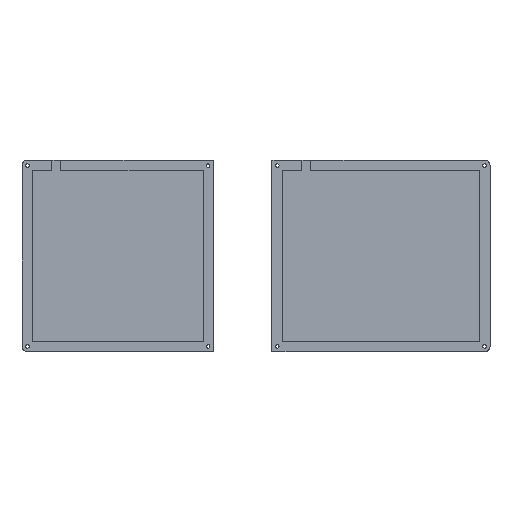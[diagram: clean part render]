
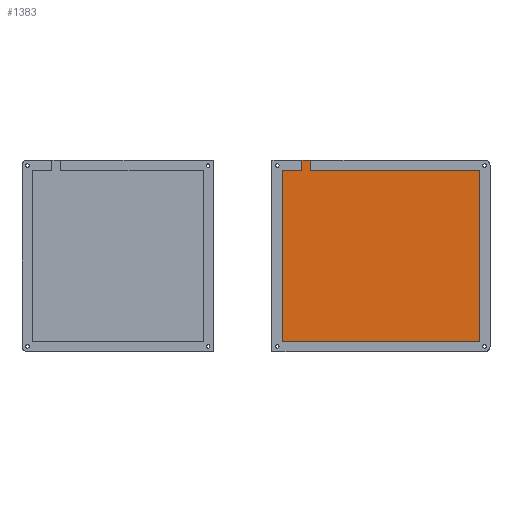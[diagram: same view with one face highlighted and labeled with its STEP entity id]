
A CAD part, top view. The second image highlights one B-rep face of the part: STEP entity #1383.
In plain terms, the highlighted planar face has unit normal (0, 0, 1).
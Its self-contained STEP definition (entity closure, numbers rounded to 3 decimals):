
#76=PLANE('',#1520);
#141=FACE_OUTER_BOUND('',#245,.T.);
#245=EDGE_LOOP('',(#1058,#1059,#1060,#1061,#1062,#1063,#1064,#1065));
#357=LINE('',#2098,#467);
#385=LINE('',#2217,#495);
#388=LINE('',#2222,#498);
#390=LINE('',#2226,#500);
#391=LINE('',#2229,#501);
#393=LINE('',#2234,#503);
#394=LINE('',#2235,#504);
#395=LINE('',#2236,#505);
#467=VECTOR('',#1646,10.);
#495=VECTOR('',#1776,10.);
#498=VECTOR('',#1781,10.);
#500=VECTOR('',#1785,10.);
#501=VECTOR('',#1788,10.);
#503=VECTOR('',#1792,10.);
#504=VECTOR('',#1793,10.);
#505=VECTOR('',#1794,10.);
#642=VERTEX_POINT('',#2095);
#643=VERTEX_POINT('',#2097);
#683=VERTEX_POINT('',#2216);
#684=VERTEX_POINT('',#2220);
#685=VERTEX_POINT('',#2224);
#686=VERTEX_POINT('',#2228);
#687=VERTEX_POINT('',#2232);
#688=VERTEX_POINT('',#2233);
#767=EDGE_CURVE('',#642,#643,#357,.T.);
#823=EDGE_CURVE('',#643,#683,#385,.T.);
#826=EDGE_CURVE('',#684,#642,#388,.T.);
#828=EDGE_CURVE('',#685,#684,#390,.T.);
#829=EDGE_CURVE('',#683,#686,#391,.T.);
#831=EDGE_CURVE('',#687,#688,#393,.T.);
#832=EDGE_CURVE('',#686,#687,#394,.T.);
#833=EDGE_CURVE('',#688,#685,#395,.T.);
#1058=ORIENTED_EDGE('',*,*,#831,.F.);
#1059=ORIENTED_EDGE('',*,*,#832,.F.);
#1060=ORIENTED_EDGE('',*,*,#829,.F.);
#1061=ORIENTED_EDGE('',*,*,#823,.F.);
#1062=ORIENTED_EDGE('',*,*,#767,.F.);
#1063=ORIENTED_EDGE('',*,*,#826,.F.);
#1064=ORIENTED_EDGE('',*,*,#828,.F.);
#1065=ORIENTED_EDGE('',*,*,#833,.F.);
#1383=ADVANCED_FACE('',(#141),#76,.T.);
#1520=AXIS2_PLACEMENT_3D('',#2231,#1790,#1791);
#1646=DIRECTION('',(1.,0.,0.));
#1776=DIRECTION('',(0.,-1.,0.));
#1781=DIRECTION('',(0.,1.,0.));
#1785=DIRECTION('',(1.,0.,0.));
#1788=DIRECTION('',(1.,0.,0.));
#1790=DIRECTION('center_axis',(0.,0.,1.));
#1791=DIRECTION('ref_axis',(1.,0.,0.));
#1792=DIRECTION('',(-1.,0.,0.));
#1793=DIRECTION('',(0.,-1.,0.));
#1794=DIRECTION('',(0.,1.,0.));
#2095=CARTESIAN_POINT('',(122.694,169.5,3.));
#2097=CARTESIAN_POINT('',(131.06,169.5,3.));
#2098=CARTESIAN_POINT('',(213.189,169.5,3.));
#2216=CARTESIAN_POINT('',(131.06,160.,3.));
#2217=CARTESIAN_POINT('',(131.06,169.5,3.));
#2220=CARTESIAN_POINT('',(122.694,160.,3.));
#2222=CARTESIAN_POINT('',(122.694,160.,3.));
#2224=CARTESIAN_POINT('',(104.,160.,3.));
#2226=CARTESIAN_POINT('',(150.5,160.,3.));
#2228=CARTESIAN_POINT('',(290.,160.,3.));
#2229=CARTESIAN_POINT('',(150.5,160.,3.));
#2231=CARTESIAN_POINT('Origin',(197.,79.5,3.));
#2232=CARTESIAN_POINT('',(290.,-1.,3.));
#2233=CARTESIAN_POINT('',(104.,-1.,3.));
#2234=CARTESIAN_POINT('',(243.5,-1.,3.));
#2235=CARTESIAN_POINT('',(290.,119.75,3.));
#2236=CARTESIAN_POINT('',(104.,39.25,3.));
